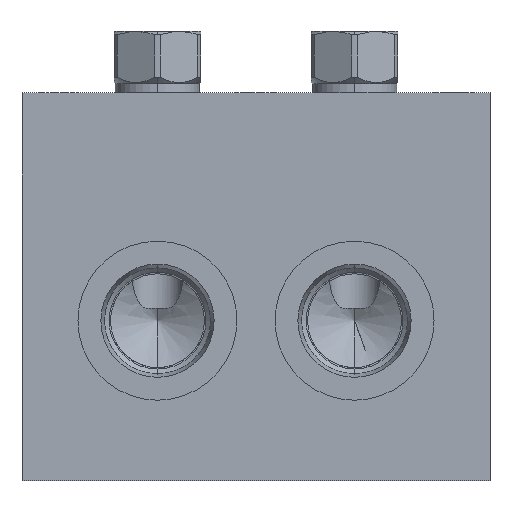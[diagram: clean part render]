
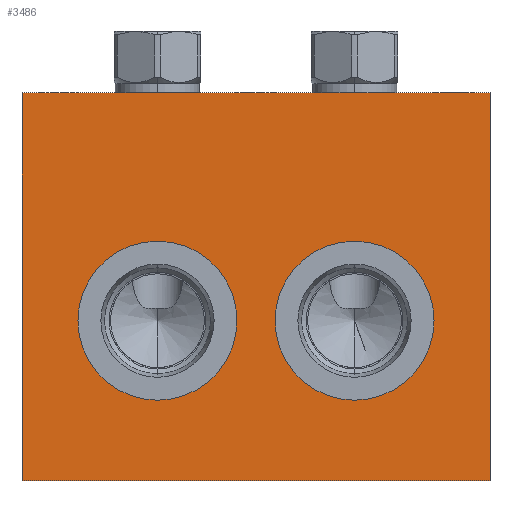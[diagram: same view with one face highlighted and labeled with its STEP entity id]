
A CAD part, front view. The second image highlights one B-rep face of the part: STEP entity #3486.
In plain terms, the highlighted planar face has unit normal (0, -1, 0).
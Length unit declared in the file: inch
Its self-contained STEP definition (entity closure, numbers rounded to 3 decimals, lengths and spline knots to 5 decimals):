
#5=DIRECTION('',(1.,0.,0.));
#6=VECTOR('',#5,4.75);
#7=CARTESIAN_POINT('',(0.,-3.,0.));
#8=LINE('',#7,#6);
#105=DIRECTION('',(0.,0.,1.));
#106=VECTOR('',#105,3.938);
#107=CARTESIAN_POINT('',(4.75,-3.,0.));
#108=LINE('',#107,#106);
#119=DIRECTION('',(0.,0.,1.));
#120=VECTOR('',#119,3.938);
#121=CARTESIAN_POINT('',(0.,-3.,0.));
#122=LINE('',#121,#120);
#123=CARTESIAN_POINT('',(1.375,-3.,1.625));
#124=DIRECTION('',(0.,1.,0.));
#125=DIRECTION('',(0.,0.,-1.));
#126=AXIS2_PLACEMENT_3D('',#123,#124,#125);
#128=CARTESIAN_POINT('',(1.375,-3.,1.625));
#129=DIRECTION('',(0.,1.,0.));
#130=DIRECTION('',(0.,0.,1.));
#131=AXIS2_PLACEMENT_3D('',#128,#129,#130);
#133=CARTESIAN_POINT('',(3.375,-3.,1.625));
#134=DIRECTION('',(0.,1.,0.));
#135=DIRECTION('',(0.,0.,-1.));
#136=AXIS2_PLACEMENT_3D('',#133,#134,#135);
#138=CARTESIAN_POINT('',(3.375,-3.,1.625));
#139=DIRECTION('',(0.,1.,0.));
#140=DIRECTION('',(0.,0.,1.));
#141=AXIS2_PLACEMENT_3D('',#138,#139,#140);
#155=DIRECTION('',(1.,0.,0.));
#156=VECTOR('',#155,4.75);
#157=CARTESIAN_POINT('',(0.,-3.,3.938));
#158=LINE('',#157,#156);
#2898=CARTESIAN_POINT('',(0.,-3.,0.));
#2900=VERTEX_POINT('',#2898);
#2901=CARTESIAN_POINT('',(4.75,-3.,0.));
#2902=VERTEX_POINT('',#2901);
#2906=CARTESIAN_POINT('',(0.,-3.,3.938));
#2908=VERTEX_POINT('',#2906);
#2909=CARTESIAN_POINT('',(4.75,-3.,3.938));
#2910=VERTEX_POINT('',#2909);
#3143=CARTESIAN_POINT('',(1.375,-3.,0.818));
#3145=VERTEX_POINT('',#3143);
#3147=CARTESIAN_POINT('',(1.375,-3.,2.432));
#3149=VERTEX_POINT('',#3147);
#3185=CARTESIAN_POINT('',(3.375,-3.,0.818));
#3187=VERTEX_POINT('',#3185);
#3189=CARTESIAN_POINT('',(3.375,-3.,2.432));
#3191=VERTEX_POINT('',#3189);
#3462=CARTESIAN_POINT('',(0.,-3.,0.));
#3463=DIRECTION('',(0.,-1.,0.));
#3464=DIRECTION('',(1.,0.,0.));
#3465=AXIS2_PLACEMENT_3D('',#3462,#3463,#3464);
#3466=PLANE('',#3465);
#3467=ORIENTED_EDGE('',*,*,#3356,.F.);
#3468=ORIENTED_EDGE('',*,*,#3423,.T.);
#3470=ORIENTED_EDGE('',*,*,#3469,.T.);
#3471=ORIENTED_EDGE('',*,*,#3448,.F.);
#3472=EDGE_LOOP('',(#3467,#3468,#3470,#3471));
#3473=FACE_OUTER_BOUND('',#3472,.F.);
#3475=ORIENTED_EDGE('',*,*,#3474,.F.);
#3477=ORIENTED_EDGE('',*,*,#3476,.F.);
#3478=EDGE_LOOP('',(#3475,#3477));
#3479=FACE_BOUND('',#3478,.F.);
#3481=ORIENTED_EDGE('',*,*,#3480,.F.);
#3483=ORIENTED_EDGE('',*,*,#3482,.F.);
#3484=EDGE_LOOP('',(#3481,#3483));
#3485=FACE_BOUND('',#3484,.F.);
#3486=ADVANCED_FACE('',(#3473,#3479,#3485),#3466,.T.);
#127=CIRCLE('',#126,0.807);
#132=CIRCLE('',#131,0.807);
#137=CIRCLE('',#136,0.807);
#142=CIRCLE('',#141,0.807);
#3356=EDGE_CURVE('',#2900,#2902,#8,.T.);
#3423=EDGE_CURVE('',#2900,#2908,#122,.T.);
#3448=EDGE_CURVE('',#2902,#2910,#108,.T.);
#3469=EDGE_CURVE('',#2908,#2910,#158,.T.);
#3474=EDGE_CURVE('',#3145,#3149,#127,.T.);
#3476=EDGE_CURVE('',#3149,#3145,#132,.T.);
#3480=EDGE_CURVE('',#3187,#3191,#137,.T.);
#3482=EDGE_CURVE('',#3191,#3187,#142,.T.);
